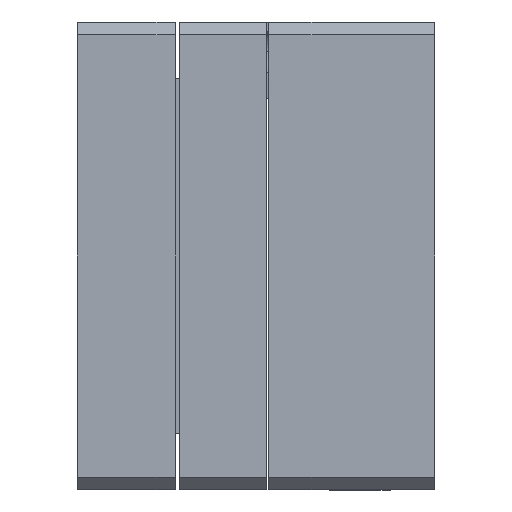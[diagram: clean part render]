
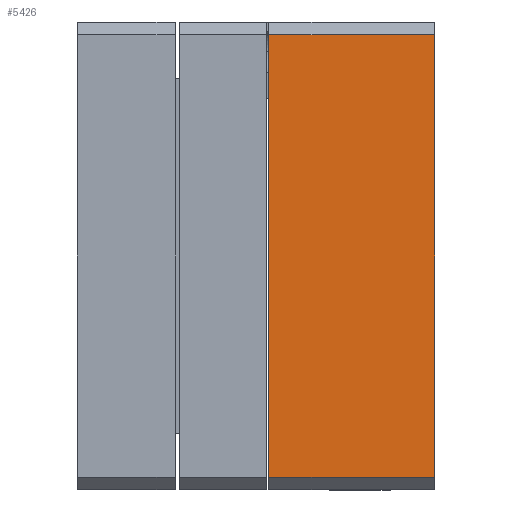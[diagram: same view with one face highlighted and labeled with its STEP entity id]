
A CAD part, left-side view. The second image highlights one B-rep face of the part: STEP entity #5426.
In plain terms, the highlighted planar face has unit normal (-1, 0, 0).
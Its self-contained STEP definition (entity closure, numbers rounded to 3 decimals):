
#31 = CARTESIAN_POINT ( 'NONE',  ( -27.5, 5.25, 26. ) ) ;
#308 = PLANE ( 'NONE',  #6349 ) ;
#430 = LINE ( 'NONE', #6949, #1553 ) ;
#523 = DIRECTION ( 'NONE',  ( 0., 0., 1. ) ) ;
#556 = ORIENTED_EDGE ( 'NONE', *, *, #2885, .T. ) ;
#775 = DIRECTION ( 'NONE',  ( 1., 0., 0. ) ) ;
#1054 = CARTESIAN_POINT ( 'NONE',  ( -27.5, 5.25, -26. ) ) ;
#1144 = CARTESIAN_POINT ( 'NONE',  ( -27.5, 19.5, 26. ) ) ;
#1175 = EDGE_CURVE ( 'NONE', #5675, #7050, #3260, .T. ) ;
#1553 = VECTOR ( 'NONE', #7680, 1000. ) ;
#1677 = CARTESIAN_POINT ( 'NONE',  ( -27.5, 0., -27.5 ) ) ;
#2464 = DIRECTION ( 'NONE',  ( 0., -1., 0. ) ) ;
#2878 = VECTOR ( 'NONE', #2464, 1000. ) ;
#2885 = EDGE_CURVE ( 'NONE', #6610, #4704, #7066, .T. ) ;
#3260 = LINE ( 'NONE', #31, #5267 ) ;
#3624 = CARTESIAN_POINT ( 'NONE',  ( -27.5, 0., -26. ) ) ;
#4640 = ORIENTED_EDGE ( 'NONE', *, *, #5569, .F. ) ;
#4704 = VERTEX_POINT ( 'NONE', #3624 ) ;
#5267 = VECTOR ( 'NONE', #7325, 1000. ) ;
#5426 = ADVANCED_FACE ( 'NONE', ( #6174 ), #308, .F. ) ;
#5569 = EDGE_CURVE ( 'NONE', #6610, #7050, #430, .T. ) ;
#5587 = ORIENTED_EDGE ( 'NONE', *, *, #6368, .T. ) ;
#5675 = VERTEX_POINT ( 'NONE', #8491 ) ;
#6174 = FACE_OUTER_BOUND ( 'NONE', #6681, .T. ) ;
#6349 = AXIS2_PLACEMENT_3D ( 'NONE', #6646, #775, #6771 ) ;
#6368 = EDGE_CURVE ( 'NONE', #4704, #5675, #6401, .T. ) ;
#6401 = LINE ( 'NONE', #1677, #7443 ) ;
#6610 = VERTEX_POINT ( 'NONE', #7347 ) ;
#6646 = CARTESIAN_POINT ( 'NONE',  ( -27.5, 5.25, -27.5 ) ) ;
#6681 = EDGE_LOOP ( 'NONE', ( #5587, #7982, #4640, #556 ) ) ;
#6771 = DIRECTION ( 'NONE',  ( 0., 0., -1. ) ) ;
#6949 = CARTESIAN_POINT ( 'NONE',  ( -27.5, 19.5, 27.5 ) ) ;
#7050 = VERTEX_POINT ( 'NONE', #1144 ) ;
#7066 = LINE ( 'NONE', #1054, #2878 ) ;
#7325 = DIRECTION ( 'NONE',  ( 0., 1., 0. ) ) ;
#7347 = CARTESIAN_POINT ( 'NONE',  ( -27.5, 19.5, -26. ) ) ;
#7443 = VECTOR ( 'NONE', #523, 1000. ) ;
#7680 = DIRECTION ( 'NONE',  ( 0., 0., 1. ) ) ;
#7982 = ORIENTED_EDGE ( 'NONE', *, *, #1175, .T. ) ;
#8491 = CARTESIAN_POINT ( 'NONE',  ( -27.5, 0., 26. ) ) ;
